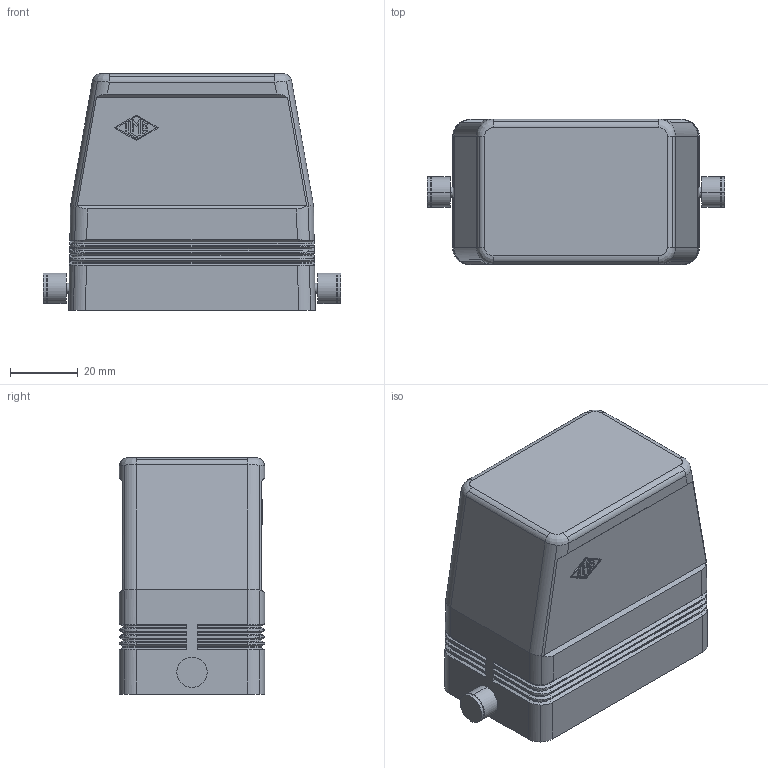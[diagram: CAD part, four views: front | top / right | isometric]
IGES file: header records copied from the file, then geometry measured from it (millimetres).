
Global section: file name: No Iges File Name specified; native system: AutoDesk Inventor R6.1; preprocessor: AutoDesk Inventor Iges Exporter R6.1; author: No Author specified; organization: No Organization specified; date: 20070102.164057; units: millimetre
Bounding box: 88 x 43 x 70 mm (x, y, z)
Volume: 53762.7 mm3; surface area: 35431.9 mm2
Topology: 1 solids, 1 shells, 354 faces, 887 edges, 546 vertices
Faces by surface type: plane 123, bspline 101, cylinder 94, revolution 20, cone 16
